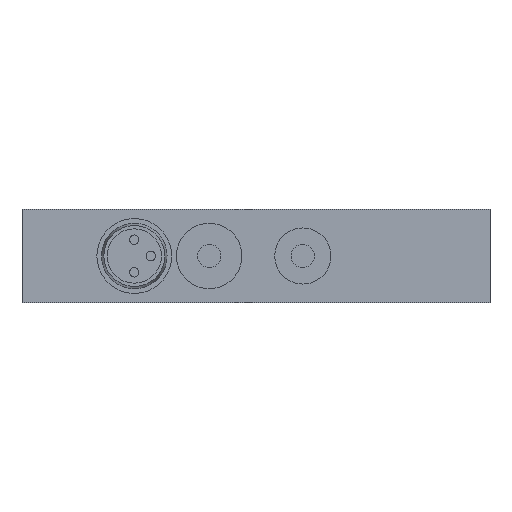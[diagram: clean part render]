
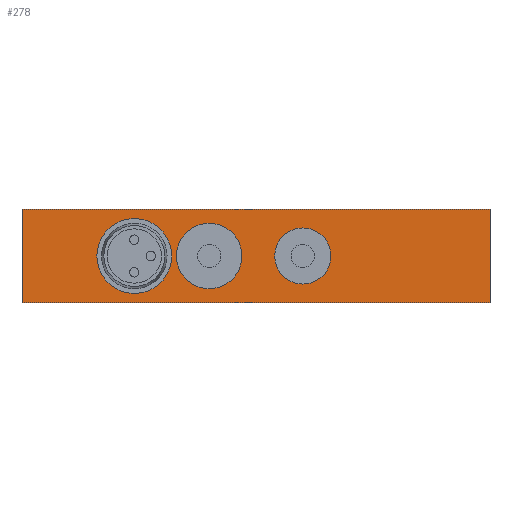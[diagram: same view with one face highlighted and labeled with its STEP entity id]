
A CAD part, left-side view. The second image highlights one B-rep face of the part: STEP entity #278.
In plain terms, the highlighted planar face has unit normal (-1, 0, 0).
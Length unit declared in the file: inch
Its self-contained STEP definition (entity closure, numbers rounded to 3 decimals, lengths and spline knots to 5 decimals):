
#55 = CARTESIAN_POINT ( 'NONE',  ( -1.23858, 0.00051, 0. ) ) ;
#67 = DIRECTION ( 'NONE',  ( 1., 0., 0. ) ) ;
#98 = ORIENTED_EDGE ( 'NONE', *, *, #2103, .F. ) ;
#120 = CIRCLE ( 'NONE', #1439, 0.1378 ) ;
#144 = CARTESIAN_POINT ( 'NONE',  ( -1.23858, 0.98476, 0. ) ) ;
#195 = DIRECTION ( 'NONE',  ( 1., 0., 0. ) ) ;
#210 = CARTESIAN_POINT ( 'NONE',  ( -1.23858, 0.98476, 0.3937 ) ) ;
#278 = ADVANCED_FACE ( 'NONE', ( #1820, #2315, #1125, #1345 ), #2735, .T. ) ;
#290 = LINE ( 'NONE', #472, #1481 ) ;
#404 = DIRECTION ( 'NONE',  ( 0., 0., -1. ) ) ;
#408 = DIRECTION ( 'NONE',  ( 0., 0., 1. ) ) ;
#415 = AXIS2_PLACEMENT_3D ( 'NONE', #636, #2510, #408 ) ;
#453 = DIRECTION ( 'NONE',  ( 0., 0., -1. ) ) ;
#472 = CARTESIAN_POINT ( 'NONE',  ( -1.23858, -0.98374, 0.3937 ) ) ;
#573 = CARTESIAN_POINT ( 'NONE',  ( -1.23858, -0.98374, 0. ) ) ;
#600 = CIRCLE ( 'NONE', #2279, 0.11811 ) ;
#633 = CARTESIAN_POINT ( 'NONE',  ( -1.23858, -0.19634, 0.07874 ) ) ;
#636 = CARTESIAN_POINT ( 'NONE',  ( -1.23858, -0.98374, 0. ) ) ;
#691 = ORIENTED_EDGE ( 'NONE', *, *, #1818, .T. ) ;
#817 = EDGE_CURVE ( 'NONE', #2540, #2540, #600, .T. ) ;
#818 = DIRECTION ( 'NONE',  ( 0., 0., 1. ) ) ;
#950 = EDGE_CURVE ( 'NONE', #1411, #2388, #2672, .T. ) ;
#969 = ORIENTED_EDGE ( 'NONE', *, *, #1594, .T. ) ;
#986 = VECTOR ( 'NONE', #818, 39.37008 ) ;
#1004 = DIRECTION ( 'NONE',  ( 0., 0., 1. ) ) ;
#1125 = FACE_BOUND ( 'NONE', #2714, .T. ) ;
#1162 = ORIENTED_EDGE ( 'NONE', *, *, #950, .T. ) ;
#1169 = CARTESIAN_POINT ( 'NONE',  ( -1.23858, -0.19634, 0.19685 ) ) ;
#1183 = CIRCLE ( 'NONE', #2943, 0.1378 ) ;
#1242 = EDGE_LOOP ( 'NONE', ( #691 ) ) ;
#1280 = ORIENTED_EDGE ( 'NONE', *, *, #2892, .F. ) ;
#1345 = FACE_BOUND ( 'NONE', #1242, .T. ) ;
#1398 = EDGE_LOOP ( 'NONE', ( #969, #1280, #98, #1162 ) ) ;
#1411 = VERTEX_POINT ( 'NONE', #2736 ) ;
#1439 = AXIS2_PLACEMENT_3D ( 'NONE', #2523, #2064, #404 ) ;
#1456 = DIRECTION ( 'NONE',  ( 0., 0., -1. ) ) ;
#1478 = VERTEX_POINT ( 'NONE', #2316 ) ;
#1481 = VECTOR ( 'NONE', #2368, 39.37008 ) ;
#1495 = CARTESIAN_POINT ( 'NONE',  ( -1.23858, 0.51232, 0.05906 ) ) ;
#1594 = EDGE_CURVE ( 'NONE', #2388, #1900, #290, .T. ) ;
#1612 = EDGE_LOOP ( 'NONE', ( #1807 ) ) ;
#1724 = CARTESIAN_POINT ( 'NONE',  ( -1.23858, 0.19736, 0.05906 ) ) ;
#1758 = LINE ( 'NONE', #55, #2261 ) ;
#1807 = ORIENTED_EDGE ( 'NONE', *, *, #1919, .T. ) ;
#1818 = EDGE_CURVE ( 'NONE', #1955, #1955, #120, .T. ) ;
#1820 = FACE_OUTER_BOUND ( 'NONE', #1398, .T. ) ;
#1862 = ORIENTED_EDGE ( 'NONE', *, *, #817, .T. ) ;
#1900 = VERTEX_POINT ( 'NONE', #210 ) ;
#1919 = EDGE_CURVE ( 'NONE', #2450, #2450, #1183, .T. ) ;
#1955 = VERTEX_POINT ( 'NONE', #1495 ) ;
#2064 = DIRECTION ( 'NONE',  ( 1., 0., 0. ) ) ;
#2103 = EDGE_CURVE ( 'NONE', #1411, #1478, #1758, .T. ) ;
#2232 = LINE ( 'NONE', #144, #2939 ) ;
#2261 = VECTOR ( 'NONE', #2873, 39.37008 ) ;
#2279 = AXIS2_PLACEMENT_3D ( 'NONE', #1169, #67, #1456 ) ;
#2315 = FACE_BOUND ( 'NONE', #1612, .T. ) ;
#2316 = CARTESIAN_POINT ( 'NONE',  ( -1.23858, 0.98476, 0. ) ) ;
#2368 = DIRECTION ( 'NONE',  ( 0., 1., 0. ) ) ;
#2388 = VERTEX_POINT ( 'NONE', #2589 ) ;
#2450 = VERTEX_POINT ( 'NONE', #1724 ) ;
#2510 = DIRECTION ( 'NONE',  ( -1., 0., 0. ) ) ;
#2523 = CARTESIAN_POINT ( 'NONE',  ( -1.23858, 0.51232, 0.19685 ) ) ;
#2540 = VERTEX_POINT ( 'NONE', #633 ) ;
#2589 = CARTESIAN_POINT ( 'NONE',  ( -1.23858, -0.98374, 0.3937 ) ) ;
#2672 = LINE ( 'NONE', #573, #986 ) ;
#2714 = EDGE_LOOP ( 'NONE', ( #1862 ) ) ;
#2735 = PLANE ( 'NONE',  #415 ) ;
#2736 = CARTESIAN_POINT ( 'NONE',  ( -1.23858, -0.98374, 0. ) ) ;
#2747 = CARTESIAN_POINT ( 'NONE',  ( -1.23858, 0.19736, 0.19685 ) ) ;
#2873 = DIRECTION ( 'NONE',  ( 0., 1., 0. ) ) ;
#2892 = EDGE_CURVE ( 'NONE', #1478, #1900, #2232, .T. ) ;
#2939 = VECTOR ( 'NONE', #1004, 39.37008 ) ;
#2943 = AXIS2_PLACEMENT_3D ( 'NONE', #2747, #195, #453 ) ;
